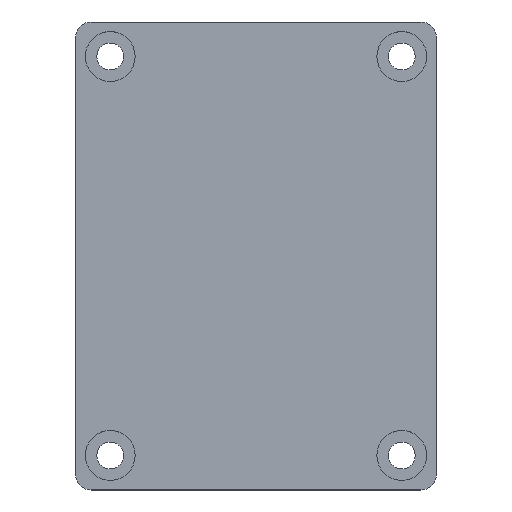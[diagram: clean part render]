
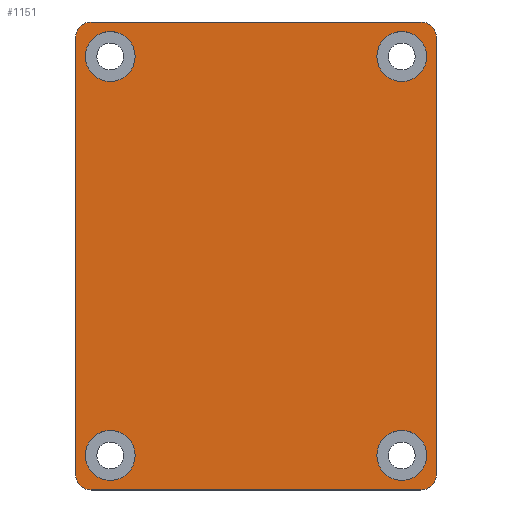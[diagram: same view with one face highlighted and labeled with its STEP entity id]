
A CAD part, top view. The second image highlights one B-rep face of the part: STEP entity #1151.
In plain terms, the highlighted planar face has unit normal (0, 0, 1).
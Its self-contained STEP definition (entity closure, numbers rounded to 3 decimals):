
#27 = ORIENTED_EDGE ( 'NONE', *, *, #1365, .T. ) ;
#33 = CARTESIAN_POINT ( 'NONE',  ( -1518.459, 131.892, 28. ) ) ;
#36 = LINE ( 'NONE', #1374, #1245 ) ;
#54 = AXIS2_PLACEMENT_3D ( 'NONE', #372, #595, #823 ) ;
#61 = DIRECTION ( 'NONE',  ( 0., -1., 0. ) ) ;
#76 = DIRECTION ( 'NONE',  ( 0., 0., 1. ) ) ;
#125 = CIRCLE ( 'NONE', #1278, 2. ) ;
#130 = LINE ( 'NONE', #33, #456 ) ;
#146 = EDGE_LOOP ( 'NONE', ( #330 ) ) ;
#157 = DIRECTION ( 'NONE',  ( 0., 1., 0. ) ) ;
#160 = VERTEX_POINT ( 'NONE', #1405 ) ;
#168 = DIRECTION ( 'NONE',  ( -1., 0., 0. ) ) ;
#178 = DIRECTION ( 'NONE',  ( 0., 0., 1. ) ) ;
#180 = AXIS2_PLACEMENT_3D ( 'NONE', #286, #494, #811 ) ;
#211 = FACE_BOUND ( 'NONE', #1015, .T. ) ;
#222 = VERTEX_POINT ( 'NONE', #1119 ) ;
#224 = EDGE_CURVE ( 'NONE', #922, #1254, #130, .T. ) ;
#269 = CARTESIAN_POINT ( 'NONE',  ( -1522.959, 129.892, 28. ) ) ;
#271 = AXIS2_PLACEMENT_3D ( 'NONE', #351, #461, #1225 ) ;
#275 = DIRECTION ( 'NONE',  ( 1., 0., 0. ) ) ;
#286 = CARTESIAN_POINT ( 'NONE',  ( -1563.459, 75.392, 28. ) ) ;
#289 = CARTESIAN_POINT ( 'NONE',  ( -1565.459, 132.392, 28. ) ) ;
#300 = DIRECTION ( 'NONE',  ( 1., 0., 0. ) ) ;
#301 = ORIENTED_EDGE ( 'NONE', *, *, #952, .T. ) ;
#304 = EDGE_CURVE ( 'NONE', #939, #763, #375, .T. ) ;
#308 = CARTESIAN_POINT ( 'NONE',  ( -1557.709, 129.892, 28. ) ) ;
#314 = CIRCLE ( 'NONE', #180, 2. ) ;
#321 = EDGE_CURVE ( 'NONE', #222, #1081, #314, .T. ) ;
#330 = ORIENTED_EDGE ( 'NONE', *, *, #825, .F. ) ;
#333 = EDGE_LOOP ( 'NONE', ( #740, #502, #408, #361, #1273, #27, #671, #301 ) ) ;
#347 = DIRECTION ( 'NONE',  ( 0., 0., -1. ) ) ;
#351 = CARTESIAN_POINT ( 'NONE',  ( -1522.959, 77.892, 28. ) ) ;
#361 = ORIENTED_EDGE ( 'NONE', *, *, #1222, .T. ) ;
#365 = CARTESIAN_POINT ( 'NONE',  ( -1563.459, 134.392, 28. ) ) ;
#372 = CARTESIAN_POINT ( 'NONE',  ( -1563.459, 132.392, 28. ) ) ;
#375 = CIRCLE ( 'NONE', #54, 2. ) ;
#408 = ORIENTED_EDGE ( 'NONE', *, *, #1386, .T. ) ;
#412 = VERTEX_POINT ( 'NONE', #1145 ) ;
#441 = PLANE ( 'NONE',  #824 ) ;
#451 = DIRECTION ( 'NONE',  ( 0., 1., 0. ) ) ;
#456 = VECTOR ( 'NONE', #157, 1000. ) ;
#461 = DIRECTION ( 'NONE',  ( 0., 0., 1. ) ) ;
#480 = AXIS2_PLACEMENT_3D ( 'NONE', #269, #178, #700 ) ;
#489 = EDGE_CURVE ( 'NONE', #412, #922, #1213, .T. ) ;
#493 = FACE_OUTER_BOUND ( 'NONE', #333, .T. ) ;
#494 = DIRECTION ( 'NONE',  ( 0., 0., 1. ) ) ;
#502 = ORIENTED_EDGE ( 'NONE', *, *, #224, .T. ) ;
#504 = ORIENTED_EDGE ( 'NONE', *, *, #655, .F. ) ;
#509 = CARTESIAN_POINT ( 'NONE',  ( -1520.459, 134.392, 28. ) ) ;
#513 = ORIENTED_EDGE ( 'NONE', *, *, #800, .F. ) ;
#536 = DIRECTION ( 'NONE',  ( 1., 0., 0. ) ) ;
#594 = CIRCLE ( 'NONE', #910, 3.25 ) ;
#595 = DIRECTION ( 'NONE',  ( 0., 0., 1. ) ) ;
#655 = EDGE_CURVE ( 'NONE', #890, #890, #845, .T. ) ;
#662 = FACE_BOUND ( 'NONE', #1097, .T. ) ;
#671 = ORIENTED_EDGE ( 'NONE', *, *, #321, .T. ) ;
#694 = VECTOR ( 'NONE', #168, 1000. ) ;
#700 = DIRECTION ( 'NONE',  ( 1., 0., 0. ) ) ;
#722 = DIRECTION ( 'NONE',  ( 1., 0., 0. ) ) ;
#732 = FACE_BOUND ( 'NONE', #1302, .T. ) ;
#740 = ORIENTED_EDGE ( 'NONE', *, *, #489, .T. ) ;
#749 = CARTESIAN_POINT ( 'NONE',  ( -1520.459, 75.392, 28. ) ) ;
#757 = EDGE_CURVE ( 'NONE', #160, #160, #1178, .T. ) ;
#763 = VERTEX_POINT ( 'NONE', #289 ) ;
#800 = EDGE_CURVE ( 'NONE', #1243, #1243, #990, .T. ) ;
#801 = LINE ( 'NONE', #976, #950 ) ;
#811 = DIRECTION ( 'NONE',  ( 1., 0., 0. ) ) ;
#813 = DIRECTION ( 'NONE',  ( 0., 0., 1. ) ) ;
#823 = DIRECTION ( 'NONE',  ( 1., 0., 0. ) ) ;
#824 = AXIS2_PLACEMENT_3D ( 'NONE', #1001, #347, #451 ) ;
#825 = EDGE_CURVE ( 'NONE', #1005, #1005, #594, .T. ) ;
#845 = CIRCLE ( 'NONE', #271, 3.25 ) ;
#863 = DIRECTION ( 'NONE',  ( 1., 0., 0. ) ) ;
#890 = VERTEX_POINT ( 'NONE', #1298 ) ;
#910 = AXIS2_PLACEMENT_3D ( 'NONE', #1255, #813, #275 ) ;
#922 = VERTEX_POINT ( 'NONE', #1071 ) ;
#929 = DIRECTION ( 'NONE',  ( 0., 0., 1. ) ) ;
#936 = VERTEX_POINT ( 'NONE', #509 ) ;
#939 = VERTEX_POINT ( 'NONE', #1397 ) ;
#950 = VECTOR ( 'NONE', #863, 1000. ) ;
#952 = EDGE_CURVE ( 'NONE', #1081, #412, #801, .T. ) ;
#965 = CARTESIAN_POINT ( 'NONE',  ( -1519.709, 129.892, 28. ) ) ;
#976 = CARTESIAN_POINT ( 'NONE',  ( -1563.459, 73.392, 28. ) ) ;
#990 = CIRCLE ( 'NONE', #480, 3.25 ) ;
#1001 = CARTESIAN_POINT ( 'NONE',  ( 0., 0., 28. ) ) ;
#1005 = VERTEX_POINT ( 'NONE', #308 ) ;
#1015 = EDGE_LOOP ( 'NONE', ( #504 ) ) ;
#1071 = CARTESIAN_POINT ( 'NONE',  ( -1518.459, 75.392, 28. ) ) ;
#1074 = AXIS2_PLACEMENT_3D ( 'NONE', #749, #1083, #536 ) ;
#1081 = VERTEX_POINT ( 'NONE', #1312 ) ;
#1083 = DIRECTION ( 'NONE',  ( 0., 0., 1. ) ) ;
#1097 = EDGE_LOOP ( 'NONE', ( #1200 ) ) ;
#1119 = CARTESIAN_POINT ( 'NONE',  ( -1565.459, 75.392, 28. ) ) ;
#1145 = CARTESIAN_POINT ( 'NONE',  ( -1520.459, 73.392, 28. ) ) ;
#1151 = ADVANCED_FACE ( 'NONE', ( #493, #211, #662, #1314, #732 ), #441, .F. ) ;
#1178 = CIRCLE ( 'NONE', #1269, 3.25 ) ;
#1200 = ORIENTED_EDGE ( 'NONE', *, *, #757, .F. ) ;
#1213 = CIRCLE ( 'NONE', #1074, 2. ) ;
#1222 = EDGE_CURVE ( 'NONE', #936, #939, #1279, .T. ) ;
#1225 = DIRECTION ( 'NONE',  ( 1., 0., 0. ) ) ;
#1243 = VERTEX_POINT ( 'NONE', #965 ) ;
#1245 = VECTOR ( 'NONE', #61, 1000. ) ;
#1254 = VERTEX_POINT ( 'NONE', #1358 ) ;
#1255 = CARTESIAN_POINT ( 'NONE',  ( -1560.959, 129.892, 28. ) ) ;
#1261 = CARTESIAN_POINT ( 'NONE',  ( -1560.959, 77.892, 28. ) ) ;
#1269 = AXIS2_PLACEMENT_3D ( 'NONE', #1261, #929, #722 ) ;
#1273 = ORIENTED_EDGE ( 'NONE', *, *, #304, .T. ) ;
#1278 = AXIS2_PLACEMENT_3D ( 'NONE', #1375, #76, #300 ) ;
#1279 = LINE ( 'NONE', #365, #694 ) ;
#1298 = CARTESIAN_POINT ( 'NONE',  ( -1519.709, 77.892, 28. ) ) ;
#1302 = EDGE_LOOP ( 'NONE', ( #513 ) ) ;
#1312 = CARTESIAN_POINT ( 'NONE',  ( -1563.459, 73.392, 28. ) ) ;
#1314 = FACE_BOUND ( 'NONE', #146, .T. ) ;
#1358 = CARTESIAN_POINT ( 'NONE',  ( -1518.459, 132.392, 28. ) ) ;
#1365 = EDGE_CURVE ( 'NONE', #763, #222, #36, .T. ) ;
#1374 = CARTESIAN_POINT ( 'NONE',  ( -1565.459, 131.892, 28. ) ) ;
#1375 = CARTESIAN_POINT ( 'NONE',  ( -1520.459, 132.392, 28. ) ) ;
#1386 = EDGE_CURVE ( 'NONE', #1254, #936, #125, .T. ) ;
#1397 = CARTESIAN_POINT ( 'NONE',  ( -1563.459, 134.392, 28. ) ) ;
#1405 = CARTESIAN_POINT ( 'NONE',  ( -1557.709, 77.892, 28. ) ) ;
